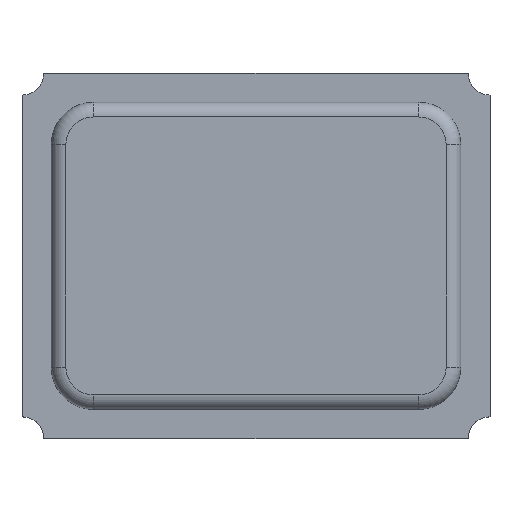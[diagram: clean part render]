
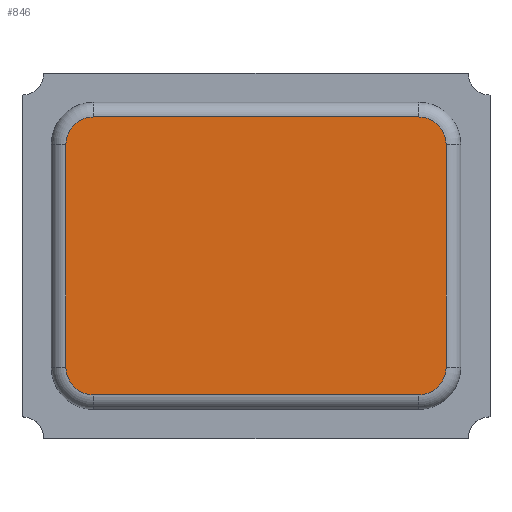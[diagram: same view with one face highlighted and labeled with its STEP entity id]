
A CAD part, top view. The second image highlights one B-rep face of the part: STEP entity #846.
In plain terms, the highlighted planar face has unit normal (0, 0, 1).
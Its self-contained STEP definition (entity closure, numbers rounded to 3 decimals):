
#73 = TOROIDAL_SURFACE('',#74,0.188,0.1);
#74 = AXIS2_PLACEMENT_3D('',#75,#76,#77);
#75 = CARTESIAN_POINT('',(1.112,0.762,0.8));
#76 = DIRECTION('',(0.,0.,1.));
#77 = DIRECTION('',(1.,0.,0.));
#160 = CYLINDRICAL_SURFACE('',#161,0.1);
#161 = AXIS2_PLACEMENT_3D('',#162,#163,#164);
#162 = CARTESIAN_POINT('',(1.3,-0.762,0.8));
#163 = DIRECTION('',(0.,1.,0.));
#164 = DIRECTION('',(1.,0.,0.));
#225 = VERTEX_POINT('',#226);
#226 = CARTESIAN_POINT('',(1.3,0.762,0.9));
#248 = VERTEX_POINT('',#249);
#249 = CARTESIAN_POINT('',(1.112,0.95,0.9));
#263 = CYLINDRICAL_SURFACE('',#264,0.1);
#264 = AXIS2_PLACEMENT_3D('',#265,#266,#267);
#265 = CARTESIAN_POINT('',(1.112,0.95,0.8));
#266 = DIRECTION('',(-1.,-0.,-0.));
#267 = DIRECTION('',(0.,1.,0.));
#274 = EDGE_CURVE('',#225,#248,#275,.T.);
#275 = SURFACE_CURVE('',#276,(#281,#288),.PCURVE_S1.);
#276 = CIRCLE('',#277,0.188);
#277 = AXIS2_PLACEMENT_3D('',#278,#279,#280);
#278 = CARTESIAN_POINT('',(1.112,0.762,0.9));
#279 = DIRECTION('',(0.,0.,1.));
#280 = DIRECTION('',(1.,0.,0.));
#281 = PCURVE('',#73,#282);
#282 = DEFINITIONAL_REPRESENTATION('',(#283),#287);
#283 = LINE('',#284,#285);
#284 = CARTESIAN_POINT('',(0.,1.571));
#285 = VECTOR('',#286,1.);
#286 = DIRECTION('',(1.,0.));
#287 = ( GEOMETRIC_REPRESENTATION_CONTEXT(2) 
PARAMETRIC_REPRESENTATION_CONTEXT() REPRESENTATION_CONTEXT('2D SPACE',''
  ) );
#288 = PCURVE('',#289,#294);
#289 = PLANE('',#290);
#290 = AXIS2_PLACEMENT_3D('',#291,#292,#293);
#291 = CARTESIAN_POINT('',(-1.112,1.05,0.9));
#292 = DIRECTION('',(0.,0.,1.));
#293 = DIRECTION('',(1.,0.,0.));
#294 = DEFINITIONAL_REPRESENTATION('',(#295),#299);
#295 = CIRCLE('',#296,0.188);
#296 = AXIS2_PLACEMENT_2D('',#297,#298);
#297 = CARTESIAN_POINT('',(2.224,-0.288));
#298 = DIRECTION('',(1.,0.));
#299 = ( GEOMETRIC_REPRESENTATION_CONTEXT(2) 
PARAMETRIC_REPRESENTATION_CONTEXT() REPRESENTATION_CONTEXT('2D SPACE',''
  ) );
#748 = VERTEX_POINT('',#749);
#749 = CARTESIAN_POINT('',(1.3,-0.762,0.9));
#763 = TOROIDAL_SURFACE('',#764,0.188,0.1);
#764 = AXIS2_PLACEMENT_3D('',#765,#766,#767);
#765 = CARTESIAN_POINT('',(1.112,-0.762,0.8));
#766 = DIRECTION('',(0.,0.,1.));
#767 = DIRECTION('',(0.,-1.,0.));
#774 = EDGE_CURVE('',#748,#225,#775,.T.);
#775 = SURFACE_CURVE('',#776,(#780,#787),.PCURVE_S1.);
#776 = LINE('',#777,#778);
#777 = CARTESIAN_POINT('',(1.3,-0.762,0.9));
#778 = VECTOR('',#779,1.);
#779 = DIRECTION('',(0.,1.,0.));
#780 = PCURVE('',#160,#781);
#781 = DEFINITIONAL_REPRESENTATION('',(#782),#786);
#782 = LINE('',#783,#784);
#783 = CARTESIAN_POINT('',(-1.571,0.));
#784 = VECTOR('',#785,1.);
#785 = DIRECTION('',(-0.,1.));
#786 = ( GEOMETRIC_REPRESENTATION_CONTEXT(2) 
PARAMETRIC_REPRESENTATION_CONTEXT() REPRESENTATION_CONTEXT('2D SPACE',''
  ) );
#787 = PCURVE('',#289,#788);
#788 = DEFINITIONAL_REPRESENTATION('',(#789),#793);
#789 = LINE('',#790,#791);
#790 = CARTESIAN_POINT('',(2.412,-1.812));
#791 = VECTOR('',#792,1.);
#792 = DIRECTION('',(0.,1.));
#793 = ( GEOMETRIC_REPRESENTATION_CONTEXT(2) 
PARAMETRIC_REPRESENTATION_CONTEXT() REPRESENTATION_CONTEXT('2D SPACE',''
  ) );
#846 = ADVANCED_FACE('',(#847),#289,.T.);
#847 = FACE_BOUND('',#848,.T.);
#848 = EDGE_LOOP('',(#849,#873,#874,#875,#898,#927,#955,#984));
#849 = ORIENTED_EDGE('',*,*,#850,.T.);
#850 = EDGE_CURVE('',#851,#748,#853,.T.);
#851 = VERTEX_POINT('',#852);
#852 = CARTESIAN_POINT('',(1.112,-0.95,0.9));
#853 = SURFACE_CURVE('',#854,(#859,#866),.PCURVE_S1.);
#854 = CIRCLE('',#855,0.188);
#855 = AXIS2_PLACEMENT_3D('',#856,#857,#858);
#856 = CARTESIAN_POINT('',(1.112,-0.762,0.9));
#857 = DIRECTION('',(-0.,0.,1.));
#858 = DIRECTION('',(0.,-1.,0.));
#859 = PCURVE('',#289,#860);
#860 = DEFINITIONAL_REPRESENTATION('',(#861),#865);
#861 = CIRCLE('',#862,0.188);
#862 = AXIS2_PLACEMENT_2D('',#863,#864);
#863 = CARTESIAN_POINT('',(2.224,-1.812));
#864 = DIRECTION('',(0.,-1.));
#865 = ( GEOMETRIC_REPRESENTATION_CONTEXT(2) 
PARAMETRIC_REPRESENTATION_CONTEXT() REPRESENTATION_CONTEXT('2D SPACE',''
  ) );
#866 = PCURVE('',#763,#867);
#867 = DEFINITIONAL_REPRESENTATION('',(#868),#872);
#868 = LINE('',#869,#870);
#869 = CARTESIAN_POINT('',(0.,1.571));
#870 = VECTOR('',#871,1.);
#871 = DIRECTION('',(1.,0.));
#872 = ( GEOMETRIC_REPRESENTATION_CONTEXT(2) 
PARAMETRIC_REPRESENTATION_CONTEXT() REPRESENTATION_CONTEXT('2D SPACE',''
  ) );
#873 = ORIENTED_EDGE('',*,*,#774,.T.);
#874 = ORIENTED_EDGE('',*,*,#274,.T.);
#875 = ORIENTED_EDGE('',*,*,#876,.T.);
#876 = EDGE_CURVE('',#248,#877,#879,.T.);
#877 = VERTEX_POINT('',#878);
#878 = CARTESIAN_POINT('',(-1.112,0.95,0.9));
#879 = SURFACE_CURVE('',#880,(#884,#891),.PCURVE_S1.);
#880 = LINE('',#881,#882);
#881 = CARTESIAN_POINT('',(1.112,0.95,0.9));
#882 = VECTOR('',#883,1.);
#883 = DIRECTION('',(-1.,-0.,-0.));
#884 = PCURVE('',#289,#885);
#885 = DEFINITIONAL_REPRESENTATION('',(#886),#890);
#886 = LINE('',#887,#888);
#887 = CARTESIAN_POINT('',(2.224,-0.1));
#888 = VECTOR('',#889,1.);
#889 = DIRECTION('',(-1.,-0.));
#890 = ( GEOMETRIC_REPRESENTATION_CONTEXT(2) 
PARAMETRIC_REPRESENTATION_CONTEXT() REPRESENTATION_CONTEXT('2D SPACE',''
  ) );
#891 = PCURVE('',#263,#892);
#892 = DEFINITIONAL_REPRESENTATION('',(#893),#897);
#893 = LINE('',#894,#895);
#894 = CARTESIAN_POINT('',(-1.571,0.));
#895 = VECTOR('',#896,1.);
#896 = DIRECTION('',(-0.,1.));
#897 = ( GEOMETRIC_REPRESENTATION_CONTEXT(2) 
PARAMETRIC_REPRESENTATION_CONTEXT() REPRESENTATION_CONTEXT('2D SPACE',''
  ) );
#898 = ORIENTED_EDGE('',*,*,#899,.T.);
#899 = EDGE_CURVE('',#877,#900,#902,.T.);
#900 = VERTEX_POINT('',#901);
#901 = CARTESIAN_POINT('',(-1.3,0.762,0.9));
#902 = SURFACE_CURVE('',#903,(#908,#915),.PCURVE_S1.);
#903 = CIRCLE('',#904,0.188);
#904 = AXIS2_PLACEMENT_3D('',#905,#906,#907);
#905 = CARTESIAN_POINT('',(-1.112,0.762,0.9));
#906 = DIRECTION('',(0.,0.,1.));
#907 = DIRECTION('',(0.,1.,0.));
#908 = PCURVE('',#289,#909);
#909 = DEFINITIONAL_REPRESENTATION('',(#910),#914);
#910 = CIRCLE('',#911,0.188);
#911 = AXIS2_PLACEMENT_2D('',#912,#913);
#912 = CARTESIAN_POINT('',(0.,-0.288));
#913 = DIRECTION('',(0.,1.));
#914 = ( GEOMETRIC_REPRESENTATION_CONTEXT(2) 
PARAMETRIC_REPRESENTATION_CONTEXT() REPRESENTATION_CONTEXT('2D SPACE',''
  ) );
#915 = PCURVE('',#916,#921);
#916 = TOROIDAL_SURFACE('',#917,0.188,0.1);
#917 = AXIS2_PLACEMENT_3D('',#918,#919,#920);
#918 = CARTESIAN_POINT('',(-1.112,0.762,0.8));
#919 = DIRECTION('',(0.,0.,1.));
#920 = DIRECTION('',(0.,1.,0.));
#921 = DEFINITIONAL_REPRESENTATION('',(#922),#926);
#922 = LINE('',#923,#924);
#923 = CARTESIAN_POINT('',(0.,1.571));
#924 = VECTOR('',#925,1.);
#925 = DIRECTION('',(1.,0.));
#926 = ( GEOMETRIC_REPRESENTATION_CONTEXT(2) 
PARAMETRIC_REPRESENTATION_CONTEXT() REPRESENTATION_CONTEXT('2D SPACE',''
  ) );
#927 = ORIENTED_EDGE('',*,*,#928,.T.);
#928 = EDGE_CURVE('',#900,#929,#931,.T.);
#929 = VERTEX_POINT('',#930);
#930 = CARTESIAN_POINT('',(-1.3,-0.762,0.9));
#931 = SURFACE_CURVE('',#932,(#936,#943),.PCURVE_S1.);
#932 = LINE('',#933,#934);
#933 = CARTESIAN_POINT('',(-1.3,0.762,0.9));
#934 = VECTOR('',#935,1.);
#935 = DIRECTION('',(-0.,-1.,-0.));
#936 = PCURVE('',#289,#937);
#937 = DEFINITIONAL_REPRESENTATION('',(#938),#942);
#938 = LINE('',#939,#940);
#939 = CARTESIAN_POINT('',(-0.188,-0.288));
#940 = VECTOR('',#941,1.);
#941 = DIRECTION('',(-0.,-1.));
#942 = ( GEOMETRIC_REPRESENTATION_CONTEXT(2) 
PARAMETRIC_REPRESENTATION_CONTEXT() REPRESENTATION_CONTEXT('2D SPACE',''
  ) );
#943 = PCURVE('',#944,#949);
#944 = CYLINDRICAL_SURFACE('',#945,0.1);
#945 = AXIS2_PLACEMENT_3D('',#946,#947,#948);
#946 = CARTESIAN_POINT('',(-1.3,0.762,0.8));
#947 = DIRECTION('',(-0.,-1.,-0.));
#948 = DIRECTION('',(-1.,0.,0.));
#949 = DEFINITIONAL_REPRESENTATION('',(#950),#954);
#950 = LINE('',#951,#952);
#951 = CARTESIAN_POINT('',(-1.571,0.));
#952 = VECTOR('',#953,1.);
#953 = DIRECTION('',(-0.,1.));
#954 = ( GEOMETRIC_REPRESENTATION_CONTEXT(2) 
PARAMETRIC_REPRESENTATION_CONTEXT() REPRESENTATION_CONTEXT('2D SPACE',''
  ) );
#955 = ORIENTED_EDGE('',*,*,#956,.T.);
#956 = EDGE_CURVE('',#929,#957,#959,.T.);
#957 = VERTEX_POINT('',#958);
#958 = CARTESIAN_POINT('',(-1.112,-0.95,0.9));
#959 = SURFACE_CURVE('',#960,(#965,#972),.PCURVE_S1.);
#960 = CIRCLE('',#961,0.188);
#961 = AXIS2_PLACEMENT_3D('',#962,#963,#964);
#962 = CARTESIAN_POINT('',(-1.112,-0.762,0.9));
#963 = DIRECTION('',(0.,0.,1.));
#964 = DIRECTION('',(-1.,0.,0.));
#965 = PCURVE('',#289,#966);
#966 = DEFINITIONAL_REPRESENTATION('',(#967),#971);
#967 = CIRCLE('',#968,0.188);
#968 = AXIS2_PLACEMENT_2D('',#969,#970);
#969 = CARTESIAN_POINT('',(0.,-1.812));
#970 = DIRECTION('',(-1.,0.));
#971 = ( GEOMETRIC_REPRESENTATION_CONTEXT(2) 
PARAMETRIC_REPRESENTATION_CONTEXT() REPRESENTATION_CONTEXT('2D SPACE',''
  ) );
#972 = PCURVE('',#973,#978);
#973 = TOROIDAL_SURFACE('',#974,0.188,0.1);
#974 = AXIS2_PLACEMENT_3D('',#975,#976,#977);
#975 = CARTESIAN_POINT('',(-1.112,-0.762,0.8));
#976 = DIRECTION('',(0.,0.,1.));
#977 = DIRECTION('',(-1.,0.,0.));
#978 = DEFINITIONAL_REPRESENTATION('',(#979),#983);
#979 = LINE('',#980,#981);
#980 = CARTESIAN_POINT('',(0.,1.571));
#981 = VECTOR('',#982,1.);
#982 = DIRECTION('',(1.,0.));
#983 = ( GEOMETRIC_REPRESENTATION_CONTEXT(2) 
PARAMETRIC_REPRESENTATION_CONTEXT() REPRESENTATION_CONTEXT('2D SPACE',''
  ) );
#984 = ORIENTED_EDGE('',*,*,#985,.T.);
#985 = EDGE_CURVE('',#957,#851,#986,.T.);
#986 = SURFACE_CURVE('',#987,(#991,#998),.PCURVE_S1.);
#987 = LINE('',#988,#989);
#988 = CARTESIAN_POINT('',(-1.112,-0.95,0.9));
#989 = VECTOR('',#990,1.);
#990 = DIRECTION('',(1.,0.,0.));
#991 = PCURVE('',#289,#992);
#992 = DEFINITIONAL_REPRESENTATION('',(#993),#997);
#993 = LINE('',#994,#995);
#994 = CARTESIAN_POINT('',(0.,-2.));
#995 = VECTOR('',#996,1.);
#996 = DIRECTION('',(1.,0.));
#997 = ( GEOMETRIC_REPRESENTATION_CONTEXT(2) 
PARAMETRIC_REPRESENTATION_CONTEXT() REPRESENTATION_CONTEXT('2D SPACE',''
  ) );
#998 = PCURVE('',#999,#1004);
#999 = CYLINDRICAL_SURFACE('',#1000,0.1);
#1000 = AXIS2_PLACEMENT_3D('',#1001,#1002,#1003);
#1001 = CARTESIAN_POINT('',(-1.112,-0.95,0.8));
#1002 = DIRECTION('',(1.,0.,0.));
#1003 = DIRECTION('',(0.,-1.,0.));
#1004 = DEFINITIONAL_REPRESENTATION('',(#1005),#1009);
#1005 = LINE('',#1006,#1007);
#1006 = CARTESIAN_POINT('',(-1.571,0.));
#1007 = VECTOR('',#1008,1.);
#1008 = DIRECTION('',(-0.,1.));
#1009 = ( GEOMETRIC_REPRESENTATION_CONTEXT(2) 
PARAMETRIC_REPRESENTATION_CONTEXT() REPRESENTATION_CONTEXT('2D SPACE',''
  ) );
